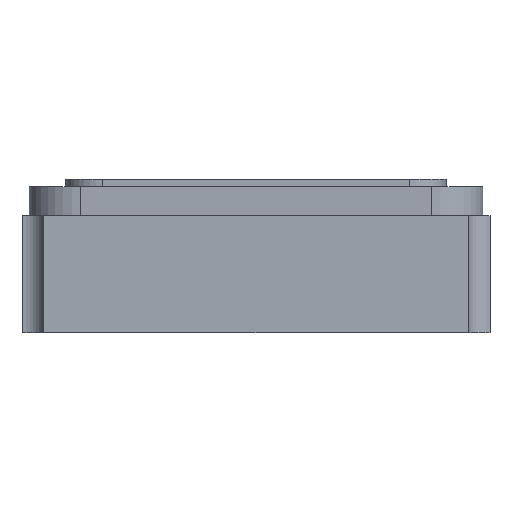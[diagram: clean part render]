
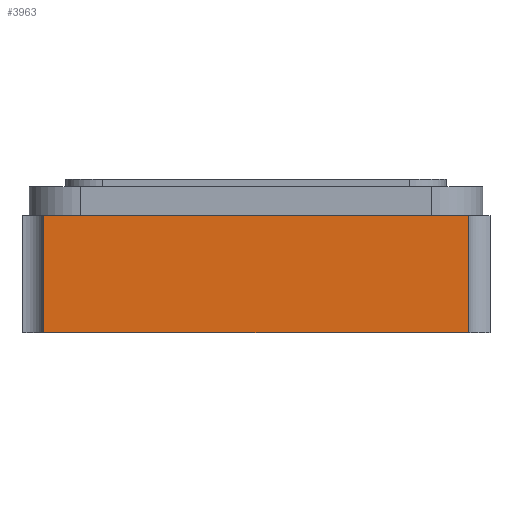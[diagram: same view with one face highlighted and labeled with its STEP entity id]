
A CAD part, left-side view. The second image highlights one B-rep face of the part: STEP entity #3963.
In plain terms, the highlighted face is planar.
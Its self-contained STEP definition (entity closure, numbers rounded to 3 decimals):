
#192=LINE('',#4986,#435);
#293=LINE('',#5244,#536);
#297=LINE('',#5251,#540);
#298=LINE('',#5255,#541);
#435=VECTOR('',#4318,1000.);
#536=VECTOR('',#4537,1000.);
#540=VECTOR('',#4545,1000.);
#541=VECTOR('',#4550,1000.);
#868=ORIENTED_EDGE('',*,*,#1667,.T.);
#869=ORIENTED_EDGE('',*,*,#1673,.T.);
#870=ORIENTED_EDGE('',*,*,#1671,.F.);
#871=ORIENTED_EDGE('',*,*,#1537,.F.);
#1537=EDGE_CURVE('',#1966,#1967,#192,.T.);
#1667=EDGE_CURVE('',#1966,#2064,#293,.T.);
#1671=EDGE_CURVE('',#1967,#2066,#297,.T.);
#1673=EDGE_CURVE('',#2064,#2066,#298,.T.);
#1966=VERTEX_POINT('',#4985);
#1967=VERTEX_POINT('',#4987);
#2064=VERTEX_POINT('',#5243);
#2066=VERTEX_POINT('',#5252);
#2340=EDGE_LOOP('',(#868,#869,#870,#871));
#2518=FACE_BOUND('',#2340,.T.);
#2684=PLANE('',#4164);
#3963=ADVANCED_FACE('',(#2518),#2684,.F.);
#4164=AXIS2_PLACEMENT_3D('',#5254,#4548,#4549);
#4318=DIRECTION('',(1.,0.,0.));
#4537=DIRECTION('',(0.,0.,-1.));
#4545=DIRECTION('',(0.,0.,-1.));
#4548=DIRECTION('',(0.,1.,0.));
#4549=DIRECTION('',(-1.,0.,0.));
#4550=DIRECTION('',(1.,0.,0.));
#4985=CARTESIAN_POINT('',(-1.45,-1.25,0.8));
#4986=CARTESIAN_POINT('',(-1.45,-1.25,0.8));
#4987=CARTESIAN_POINT('',(1.45,-1.25,0.8));
#5243=CARTESIAN_POINT('',(-1.45,-1.25,0.));
#5244=CARTESIAN_POINT('',(-1.45,-1.25,0.8));
#5251=CARTESIAN_POINT('',(1.45,-1.25,0.8));
#5252=CARTESIAN_POINT('',(1.45,-1.25,0.));
#5254=CARTESIAN_POINT('',(-1.45,-1.25,0.8));
#5255=CARTESIAN_POINT('',(-1.45,-1.25,0.));
